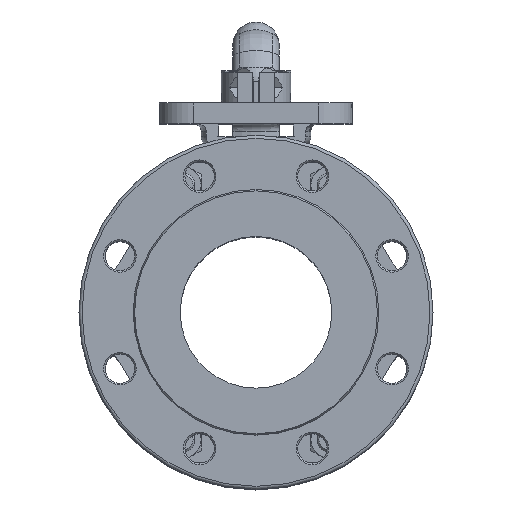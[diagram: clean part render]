
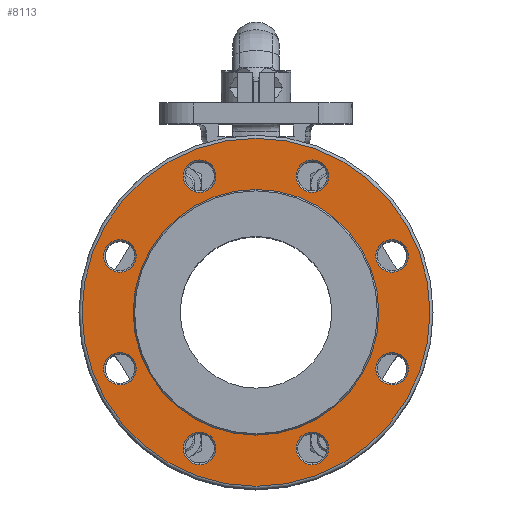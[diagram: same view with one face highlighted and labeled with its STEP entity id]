
A CAD part, top view. The second image highlights one B-rep face of the part: STEP entity #8113.
In plain terms, the highlighted face is planar.
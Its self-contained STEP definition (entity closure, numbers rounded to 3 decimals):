
#1153=PLANE('',#8931);
#2548=ORIENTED_EDGE('',*,*,#4510,.F.);
#2549=ORIENTED_EDGE('',*,*,#4513,.F.);
#2550=ORIENTED_EDGE('',*,*,#4514,.F.);
#2551=ORIENTED_EDGE('',*,*,#4515,.F.);
#2552=ORIENTED_EDGE('',*,*,#4516,.F.);
#2553=ORIENTED_EDGE('',*,*,#4517,.F.);
#2554=ORIENTED_EDGE('',*,*,#4518,.F.);
#2555=ORIENTED_EDGE('',*,*,#4519,.F.);
#2556=ORIENTED_EDGE('',*,*,#4520,.F.);
#2557=ORIENTED_EDGE('',*,*,#4512,.T.);
#4510=EDGE_CURVE('',#5568,#5568,#6260,.T.);
#4512=EDGE_CURVE('',#5570,#5570,#6262,.T.);
#4513=EDGE_CURVE('',#5571,#5571,#6263,.T.);
#4514=EDGE_CURVE('',#5572,#5572,#6264,.T.);
#4515=EDGE_CURVE('',#5573,#5573,#6265,.T.);
#4516=EDGE_CURVE('',#5574,#5574,#6266,.T.);
#4517=EDGE_CURVE('',#5575,#5575,#6267,.T.);
#4518=EDGE_CURVE('',#5576,#5576,#6268,.T.);
#4519=EDGE_CURVE('',#5577,#5577,#6269,.T.);
#4520=EDGE_CURVE('',#5578,#5578,#6270,.T.);
#5568=VERTEX_POINT('',#13344);
#5570=VERTEX_POINT('',#13349);
#5571=VERTEX_POINT('',#13352);
#5572=VERTEX_POINT('',#13354);
#5573=VERTEX_POINT('',#13356);
#5574=VERTEX_POINT('',#13358);
#5575=VERTEX_POINT('',#13360);
#5576=VERTEX_POINT('',#13362);
#5577=VERTEX_POINT('',#13364);
#5578=VERTEX_POINT('',#13366);
#6260=CIRCLE('',#8927,79.424);
#6262=CIRCLE('',#8930,112.5);
#6263=CIRCLE('',#8932,10.5);
#6264=CIRCLE('',#8933,10.5);
#6265=CIRCLE('',#8934,10.5);
#6266=CIRCLE('',#8935,10.5);
#6267=CIRCLE('',#8936,10.5);
#6268=CIRCLE('',#8937,10.5);
#6269=CIRCLE('',#8938,10.5);
#6270=CIRCLE('',#8939,10.5);
#6690=EDGE_LOOP('',(#2548));
#6691=EDGE_LOOP('',(#2549));
#6692=EDGE_LOOP('',(#2550));
#6693=EDGE_LOOP('',(#2551));
#6694=EDGE_LOOP('',(#2552));
#6695=EDGE_LOOP('',(#2553));
#6696=EDGE_LOOP('',(#2554));
#6697=EDGE_LOOP('',(#2555));
#6698=EDGE_LOOP('',(#2556));
#6699=EDGE_LOOP('',(#2557));
#7368=FACE_BOUND('',#6690,.T.);
#7369=FACE_BOUND('',#6691,.T.);
#7370=FACE_BOUND('',#6692,.T.);
#7371=FACE_BOUND('',#6693,.T.);
#7372=FACE_BOUND('',#6694,.T.);
#7373=FACE_BOUND('',#6695,.T.);
#7374=FACE_BOUND('',#6696,.T.);
#7375=FACE_BOUND('',#6697,.T.);
#7376=FACE_BOUND('',#6698,.T.);
#7377=FACE_BOUND('',#6699,.T.);
#8113=ADVANCED_FACE('',(#7368,#7369,#7370,#7371,#7372,#7373,#7374,#7375,
#7376,#7377),#1153,.F.);
#8927=AXIS2_PLACEMENT_3D('',#13343,#10567,#10568);
#8930=AXIS2_PLACEMENT_3D('',#13348,#10573,#10574);
#8931=AXIS2_PLACEMENT_3D('',#13350,#10575,#10576);
#8932=AXIS2_PLACEMENT_3D('',#13351,#10577,#10578);
#8933=AXIS2_PLACEMENT_3D('',#13353,#10579,#10580);
#8934=AXIS2_PLACEMENT_3D('',#13355,#10581,#10582);
#8935=AXIS2_PLACEMENT_3D('',#13357,#10583,#10584);
#8936=AXIS2_PLACEMENT_3D('',#13359,#10585,#10586);
#8937=AXIS2_PLACEMENT_3D('',#13361,#10587,#10588);
#8938=AXIS2_PLACEMENT_3D('',#13363,#10589,#10590);
#8939=AXIS2_PLACEMENT_3D('',#13365,#10591,#10592);
#10567=DIRECTION('',(0.,0.,-1.));
#10568=DIRECTION('',(-1.,0.,0.));
#10573=DIRECTION('',(0.,0.,-1.));
#10574=DIRECTION('',(-1.,0.,0.));
#10575=DIRECTION('',(0.,0.,1.));
#10576=DIRECTION('',(1.,0.,0.));
#10577=DIRECTION('',(0.,0.,-1.));
#10578=DIRECTION('',(-1.,0.,0.));
#10579=DIRECTION('',(0.,0.,-1.));
#10580=DIRECTION('',(-1.,0.,0.));
#10581=DIRECTION('',(0.,0.,-1.));
#10582=DIRECTION('',(-1.,0.,0.));
#10583=DIRECTION('',(0.,0.,-1.));
#10584=DIRECTION('',(-1.,0.,0.));
#10585=DIRECTION('',(0.,0.,-1.));
#10586=DIRECTION('',(-1.,0.,0.));
#10587=DIRECTION('',(0.,0.,-1.));
#10588=DIRECTION('',(-1.,0.,0.));
#10589=DIRECTION('',(0.,0.,-1.));
#10590=DIRECTION('',(-1.,0.,0.));
#10591=DIRECTION('',(0.,0.,-1.));
#10592=DIRECTION('',(-1.,0.,0.));
#13343=CARTESIAN_POINT('',(0.,0.,-120.4));
#13344=CARTESIAN_POINT('',(-79.424,0.,-120.4));
#13348=CARTESIAN_POINT('',(0.,0.,-120.4));
#13349=CARTESIAN_POINT('',(-112.5,0.,-120.4));
#13350=CARTESIAN_POINT('',(0.,114.5,-120.4));
#13351=CARTESIAN_POINT('',(36.451,88.,-120.4));
#13352=CARTESIAN_POINT('',(25.951,88.,-120.4));
#13353=CARTESIAN_POINT('',(88.,36.451,-120.4));
#13354=CARTESIAN_POINT('',(77.5,36.451,-120.4));
#13355=CARTESIAN_POINT('',(88.,-36.451,-120.4));
#13356=CARTESIAN_POINT('',(77.5,-36.451,-120.4));
#13357=CARTESIAN_POINT('',(36.451,-88.,-120.4));
#13358=CARTESIAN_POINT('',(25.951,-88.,-120.4));
#13359=CARTESIAN_POINT('',(-36.451,-88.,-120.4));
#13360=CARTESIAN_POINT('',(-46.951,-88.,-120.4));
#13361=CARTESIAN_POINT('',(-88.,-36.451,-120.4));
#13362=CARTESIAN_POINT('',(-98.5,-36.451,-120.4));
#13363=CARTESIAN_POINT('',(-88.,36.451,-120.4));
#13364=CARTESIAN_POINT('',(-98.5,36.451,-120.4));
#13365=CARTESIAN_POINT('',(-36.451,88.,-120.4));
#13366=CARTESIAN_POINT('',(-46.951,88.,-120.4));
